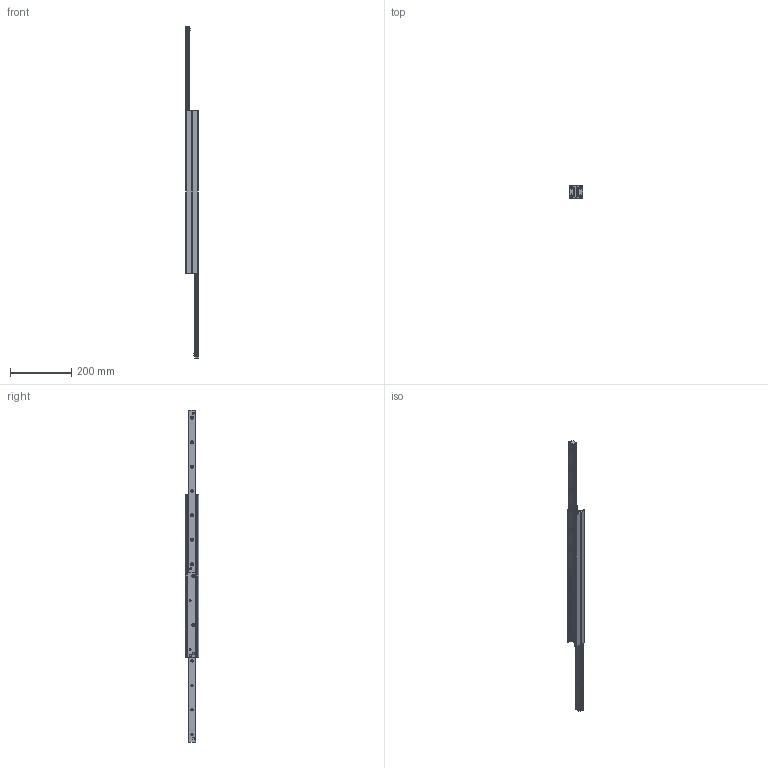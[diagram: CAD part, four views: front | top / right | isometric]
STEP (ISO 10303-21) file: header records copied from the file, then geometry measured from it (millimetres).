
FILE_DESCRIPTION((''),'2;1');
FILE_NAME('LCAH 43-0530.GG.stp','2011-03-08T15:23:20',('MKoza'),(''),'Autodesk Inventor 2009','Autodesk Inventor 2009','');
FILE_SCHEMA(('AUTOMOTIVE_DESIGN { 1 0 10303 214 1 1 1 1 }'));
Length unit declared in the file: millimetre
Products named in the file (9): LCAH 43.GG; LCH 43.L; LCH 43.R; LLMG 43; KF.LCA 43; AS.L 43; VKB.L 43 6x13,5; DIN 7991 M6x8; VKB.L 43 M6x4
Assembly tree (23 placements, depth 2):
  LCAH 43.GG
    LCH 43.L
    LCH 43.R
    LLMG 43  x2
    KF.LCA 43  x2
    AS.L 43  x4
    VKB.L 43 6x13,5  x4
    DIN 7991 M6x8  x7
    VKB.L 43 M6x4  x2
Bounding box: 44 x 43 x 1086 mm (x, y, z)
Volume: 702784.5 mm3; surface area: 319250.5 mm2
Topology: 23 solids, 23 shells, 431 faces, 1069 edges, 693 vertices
Faces by surface type: plane 237, cylinder 106, bspline 68, cone 20
Full cylindrical faces by diameter (mm): 6 x17, 7 x4, 12 x7
Entity records: 7378 total; most frequent: CARTESIAN_POINT 1995, DIRECTION 1078, ORIENTED_EDGE 972, EDGE_CURVE 486, AXIS2_PLACEMENT_3D 400, VERTEX_POINT 352, EDGE_LOOP 332, VECTOR 278
